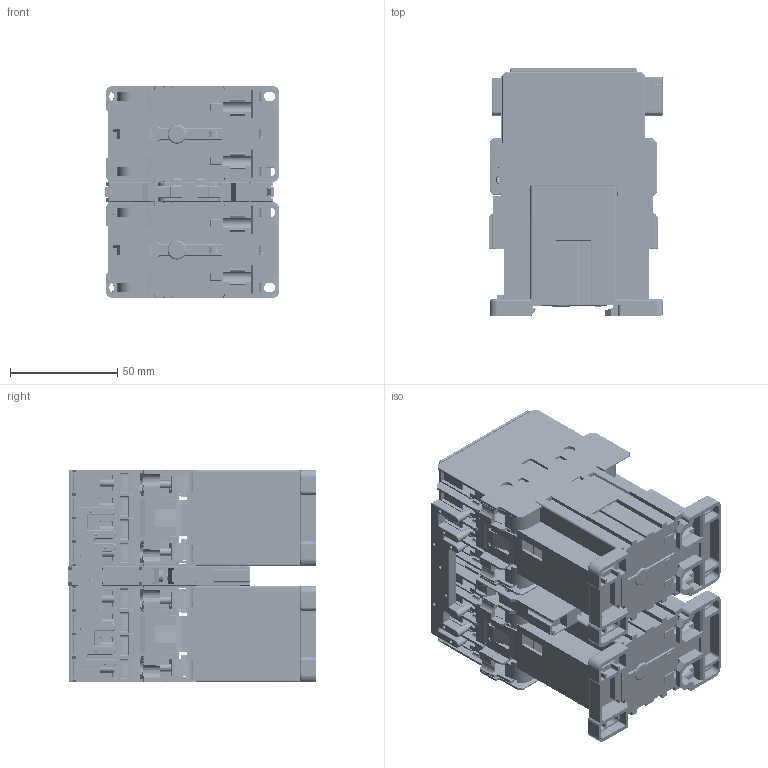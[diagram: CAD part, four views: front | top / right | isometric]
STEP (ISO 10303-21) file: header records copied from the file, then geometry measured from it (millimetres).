
FILE_DESCRIPTION((''),'2;1');
FILE_NAME('12C10230H01.stp','2015-05-22T14:31:22',('rshanor'),(''),'Autodesk Inventor 2013','Autodesk Inventor 2013','');
FILE_SCHEMA(('AUTOMOTIVE_DESIGN { 1 2 10303 214 0 1 1 1 }'));
Length unit declared in the file: inch
Products named in the file (1): Part2
Bounding box: 81.48 x 115.78 x 99 mm (x, y, z)
Volume: 338708.1 mm3; surface area: 221062.1 mm2
Topology: 11 solids, 34 shells, 8694 faces, 24840 edges, 15977 vertices
Faces by surface type: plane 6255, cylinder 1837, bspline 234, cone 174, torus 148, sphere 46
Full cylindrical faces by diameter (mm): 0.7 x2, 1.5 x38, 1.9 x2, 2 x16, 2.2 x2, 2.25 x12, 2.5 x8, 2.55 x8, 3 x32, 3.25 x2, 3.4 x10, 3.5 x24, 3.75 x8, 3.9 x4, 4 x10, 4.25 x10, 4.5 x12, 5.3 x8, 5.35 x4, 5.75 x4, 6 x2, 6.2 x4, 6.4 x16, 6.5 x8, 7.35 x4, 7.5 x2, 7.75 x2, 8 x2, 10.15 x2
Entity records: 298851 total; most frequent: CARTESIAN_POINT 63825, ORIENTED_EDGE 48422, DIRECTION 44942, EDGE_CURVE 24211, VECTOR 19208, LINE 19208, VERTEX_POINT 15728, AXIS2_PLACEMENT_3D 12867
